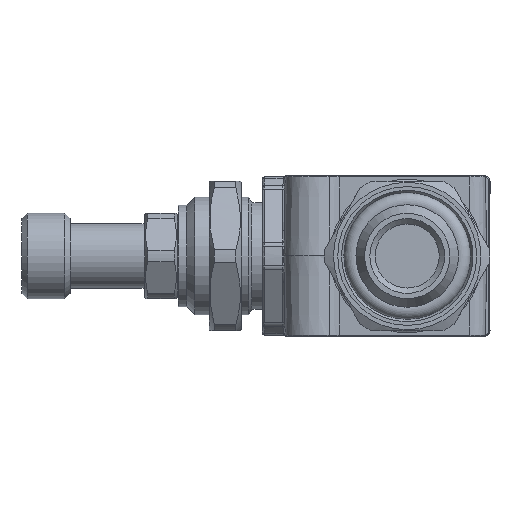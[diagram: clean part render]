
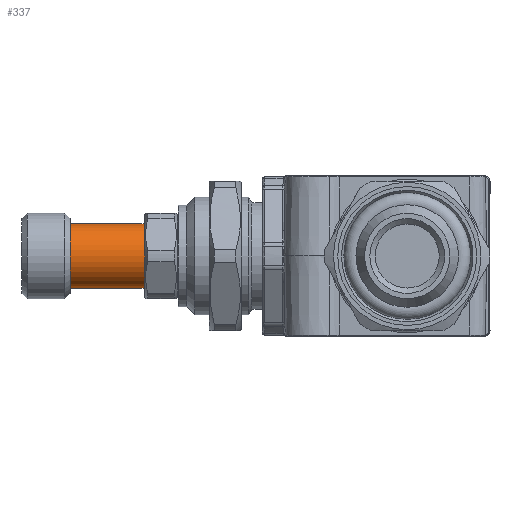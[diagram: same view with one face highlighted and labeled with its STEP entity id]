
A CAD part, left-side view. The second image highlights one B-rep face of the part: STEP entity #337.
In plain terms, the highlighted cylindrical face has radius 3 mm (diameter 6 mm), a full revolution.
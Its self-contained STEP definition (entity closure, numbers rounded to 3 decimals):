
#337 = ADVANCED_FACE( 'NONE', ( #1443, #1444 ), #1445, .T. );
#1443 = FACE_OUTER_BOUND( '', #8603, .T. );
#1444 = FACE_OUTER_BOUND( '', #8604, .T. );
#1445 = CYLINDRICAL_SURFACE( '', #8605, 3. );
#8603 = EDGE_LOOP( '', ( #28678 ) );
#8604 = EDGE_LOOP( '', ( #28679 ) );
#8605 = AXIS2_PLACEMENT_3D( '', #28680, #28681, #28682 );
#28678 = ORIENTED_EDGE( '', *, *, #34682, .T. );
#28679 = ORIENTED_EDGE( '', *, *, #34683, .T. );
#28680 = CARTESIAN_POINT( '', ( 0., 0., 0. ) );
#28681 = DIRECTION( '', ( 0., -1., 0. ) );
#28682 = DIRECTION( '', ( 0., 0., -1. ) );
#34682 = EDGE_CURVE( 'NONE', #37795, #37795, #37796, .T. );
#34683 = EDGE_CURVE( 'NONE', #37797, #37797, #37798, .T. );
#37795 = VERTEX_POINT( '', #44848 );
#37796 = CIRCLE( '', #44849, 3. );
#37797 = VERTEX_POINT( '', #44850 );
#37798 = CIRCLE( '', #44851, 3. );
#44848 = CARTESIAN_POINT( '', ( 0., 39.313, -3. ) );
#44849 = AXIS2_PLACEMENT_3D( '', #54386, #54387, #54388 );
#44850 = CARTESIAN_POINT( '', ( 0., 32.295, 3. ) );
#44851 = AXIS2_PLACEMENT_3D( '', #54389, #54390, #54391 );
#54386 = CARTESIAN_POINT( '', ( 0., 39.313, 0. ) );
#54387 = DIRECTION( '', ( 0., -1., 0. ) );
#54388 = DIRECTION( '', ( 0., 0., -1. ) );
#54389 = CARTESIAN_POINT( '', ( 0., 32.295, 0. ) );
#54390 = DIRECTION( '', ( 0., 1., 0. ) );
#54391 = DIRECTION( '', ( 0., 0., 1. ) );
